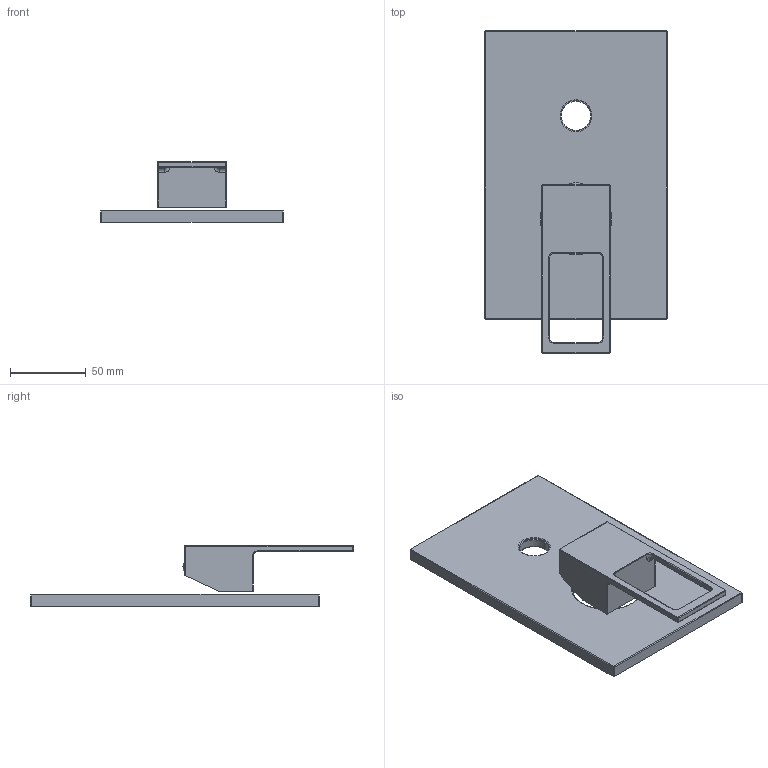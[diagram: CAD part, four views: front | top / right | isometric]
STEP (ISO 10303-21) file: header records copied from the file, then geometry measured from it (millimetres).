
FILE_DESCRIPTION((''),'2;1');
FILE_NAME('EF015CREST','2021-11-04T09:29:54',('ut3'),('PAFFONI SpA'),'CREO PARAMETRIC BY PTC INC, 2020044','CREO PARAMETRIC BY PTC INC, 2020044','');
FILE_SCHEMA(('CONFIG_CONTROL_DESIGN','SHAPE_APPEARANCE_LAYERS_GROUPS'));
Length unit declared in the file: millimetre
Products named in the file (1): EF015CREST
Bounding box: 120 x 212.5 x 40 mm (x, y, z)
Volume: 131058.5 mm3; surface area: 71845.6 mm2
Topology: 2 solids, 2 shells, 211 faces, 492 edges, 297 vertices
Faces by surface type: cylinder 81, plane 78, torus 32, sphere 12, cone 8
Entity records: 7622 total; most frequent: CARTESIAN_POINT 1156, DIRECTION 1100, ORIENTED_EDGE 980, EDGE_CURVE 490, AXIS2_PLACEMENT_3D 420, VERTEX_POINT 297, VECTOR 260, LINE 260
